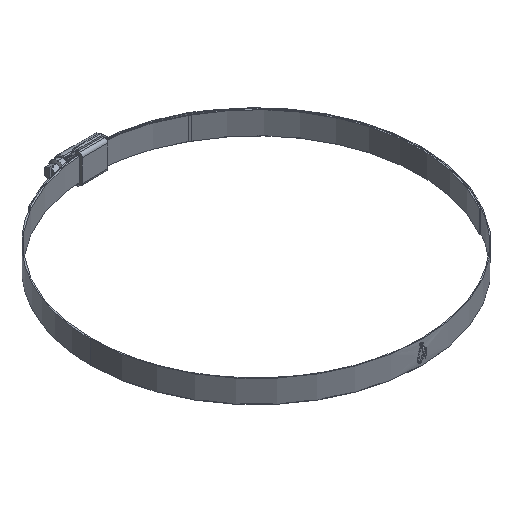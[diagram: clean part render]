
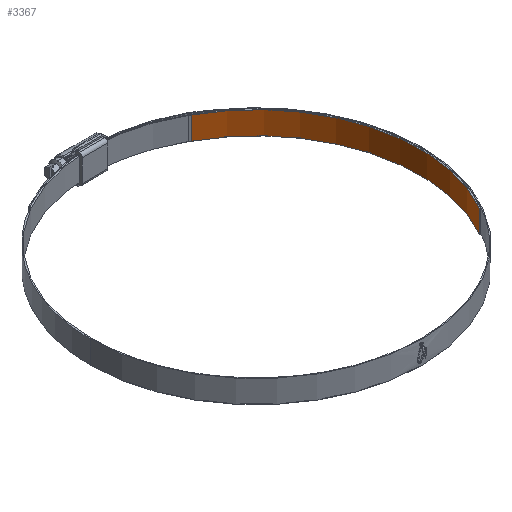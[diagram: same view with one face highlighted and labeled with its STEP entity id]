
A CAD part, isometric view. The second image highlights one B-rep face of the part: STEP entity #3367.
In plain terms, the highlighted cylindrical face has radius 114.5 mm (diameter 229 mm), a partial arc.
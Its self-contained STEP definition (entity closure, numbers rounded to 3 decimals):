
#282 = CARTESIAN_POINT ( 'NONE',  ( 54.839, 100.513, 7.95 ) ) ;
#434 = EDGE_CURVE ( 'NONE', #5609, #4840, #6166, .T. ) ;
#1096 = ORIENTED_EDGE ( 'NONE', *, *, #2013, .F. ) ;
#1329 = DIRECTION ( 'NONE',  ( 0., 0., -1. ) ) ;
#1378 = CYLINDRICAL_SURFACE ( 'NONE', #6724, 114.5 ) ;
#1471 = VECTOR ( 'NONE', #9729, 1000. ) ;
#1978 = VERTEX_POINT ( 'NONE', #9544 ) ;
#2013 = EDGE_CURVE ( 'NONE', #5609, #1978, #8313, .T. ) ;
#2644 = CIRCLE ( 'NONE', #6763, 114.5 ) ;
#2874 = EDGE_LOOP ( 'NONE', ( #5379, #1096, #8675, #4456 ) ) ;
#3367 = ADVANCED_FACE ( 'NONE', ( #5167 ), #1378, .F. ) ;
#3473 = LINE ( 'NONE', #282, #1471 ) ;
#3704 = DIRECTION ( 'NONE',  ( 0., 0., -1. ) ) ;
#3828 = CARTESIAN_POINT ( 'NONE',  ( 54.839, 100.513, 7.95 ) ) ;
#4294 = DIRECTION ( 'NONE',  ( 1., 0., 0. ) ) ;
#4441 = CARTESIAN_POINT ( 'NONE',  ( 0., 0., 7.95 ) ) ;
#4456 = ORIENTED_EDGE ( 'NONE', *, *, #4546, .T. ) ;
#4546 = EDGE_CURVE ( 'NONE', #4840, #9674, #3473, .T. ) ;
#4840 = VERTEX_POINT ( 'NONE', #3828 ) ;
#5167 = FACE_OUTER_BOUND ( 'NONE', #2874, .T. ) ;
#5346 = AXIS2_PLACEMENT_3D ( 'NONE', #4441, #7573, #4294 ) ;
#5379 = ORIENTED_EDGE ( 'NONE', *, *, #6204, .F. ) ;
#5609 = VERTEX_POINT ( 'NONE', #7965 ) ;
#6082 = DIRECTION ( 'NONE',  ( -1., 0., 0. ) ) ;
#6166 = CIRCLE ( 'NONE', #5346, 114.5 ) ;
#6204 = EDGE_CURVE ( 'NONE', #1978, #9674, #2644, .T. ) ;
#6724 = AXIS2_PLACEMENT_3D ( 'NONE', #7610, #1329, #6082 ) ;
#6763 = AXIS2_PLACEMENT_3D ( 'NONE', #9123, #6939, #7555 ) ;
#6939 = DIRECTION ( 'NONE',  ( 0., 0., 1. ) ) ;
#6990 = CARTESIAN_POINT ( 'NONE',  ( 54.839, 100.513, -7.95 ) ) ;
#7555 = DIRECTION ( 'NONE',  ( 1., 0., 0. ) ) ;
#7573 = DIRECTION ( 'NONE',  ( 0., 0., 1. ) ) ;
#7610 = CARTESIAN_POINT ( 'NONE',  ( 0., 0., 7.95 ) ) ;
#7965 = CARTESIAN_POINT ( 'NONE',  ( 99.16, -57.25, 7.95 ) ) ;
#8313 = LINE ( 'NONE', #8405, #9684 ) ;
#8405 = CARTESIAN_POINT ( 'NONE',  ( 99.16, -57.25, 7.95 ) ) ;
#8675 = ORIENTED_EDGE ( 'NONE', *, *, #434, .T. ) ;
#9123 = CARTESIAN_POINT ( 'NONE',  ( 0., 0., -7.95 ) ) ;
#9544 = CARTESIAN_POINT ( 'NONE',  ( 99.16, -57.25, -7.95 ) ) ;
#9674 = VERTEX_POINT ( 'NONE', #6990 ) ;
#9684 = VECTOR ( 'NONE', #3704, 1000. ) ;
#9729 = DIRECTION ( 'NONE',  ( 0., 0., -1. ) ) ;
